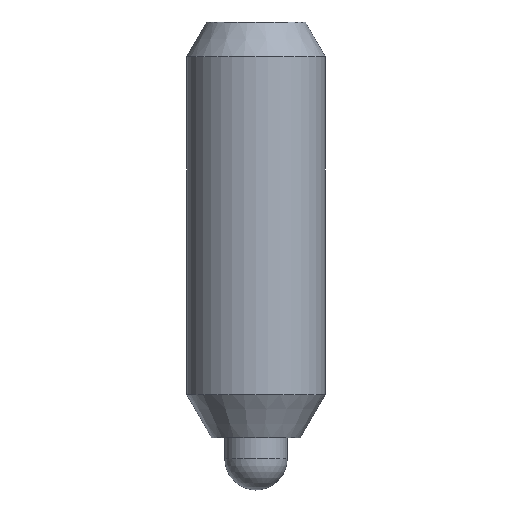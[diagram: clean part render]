
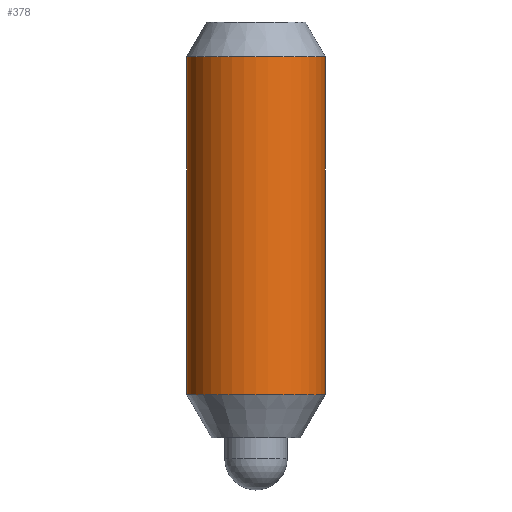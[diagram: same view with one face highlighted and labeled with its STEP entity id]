
A CAD part, front view. The second image highlights one B-rep face of the part: STEP entity #378.
In plain terms, the highlighted cylindrical face has radius 2 mm (diameter 4 mm), a partial arc.
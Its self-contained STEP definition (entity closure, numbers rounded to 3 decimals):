
#162=VERTEX_POINT('',#431);
#176=VERTEX_POINT('',#447);
#186=EDGE_CURVE('',#392,#176,#459,.T.);
#196=EDGE_CURVE('',#162,#394,#473,.T.);
#298=EDGE_CURVE('',#394,#176,#590,.T.);
#336=EDGE_CURVE('',#392,#162,#630,.T.);
#378=ADVANCED_FACE('',(#675),#676,.T.);
#392=VERTEX_POINT('',#692);
#394=VERTEX_POINT('',#694);
#431=CARTESIAN_POINT('',(2.,0.,12.5));
#447=CARTESIAN_POINT('',(-2.,0.,2.75));
#459=CIRCLE('',#756,2.0);
#473=CIRCLE('',#772,2.0);
#590=LINE('',#949,#950);
#630=LINE('',#1029,#1030);
#675=FACE_OUTER_BOUND('',#1097,.T.);
#676=CYLINDRICAL_SURFACE('',#1098,2.0);
#692=CARTESIAN_POINT('',(2.,0.,2.75));
#694=CARTESIAN_POINT('',(-2.,0.,12.5));
#756=AXIS2_PLACEMENT_3D('',#1180,#1181,#1182);
#772=AXIS2_PLACEMENT_3D('',#1208,#1209,#1210);
#949=CARTESIAN_POINT('',(-2.,0.,7.625));
#950=VECTOR('',#1374,1.0);
#1029=CARTESIAN_POINT('',(2.,0.,7.625));
#1030=VECTOR('',#1391,1.0);
#1097=EDGE_LOOP('',(#1430,#1431,#1432,#1433));
#1098=AXIS2_PLACEMENT_3D('',#1434,#1435,#1436);
#1180=CARTESIAN_POINT('',(0.,0.,2.75));
#1181=DIRECTION('',(-0.0,0.0,-1.0));
#1182=DIRECTION('',(-1.0,0.,0.0));
#1208=CARTESIAN_POINT('',(0.,0.,12.5));
#1209=DIRECTION('',(-0.0,0.0,-1.0));
#1210=DIRECTION('',(-1.0,0.,0.0));
#1374=DIRECTION('',(0.0,0.0,-1.0));
#1391=DIRECTION('',(-0.0,-0.0,1.0));
#1430=ORIENTED_EDGE('',*,*,#298,.T.);
#1431=ORIENTED_EDGE('',*,*,#186,.F.);
#1432=ORIENTED_EDGE('',*,*,#336,.T.);
#1433=ORIENTED_EDGE('',*,*,#196,.T.);
#1434=CARTESIAN_POINT('',(0.,0.,7.625));
#1435=DIRECTION('',(0.0,-0.0,1.0));
#1436=DIRECTION('',(-1.0,0.,0.0));
